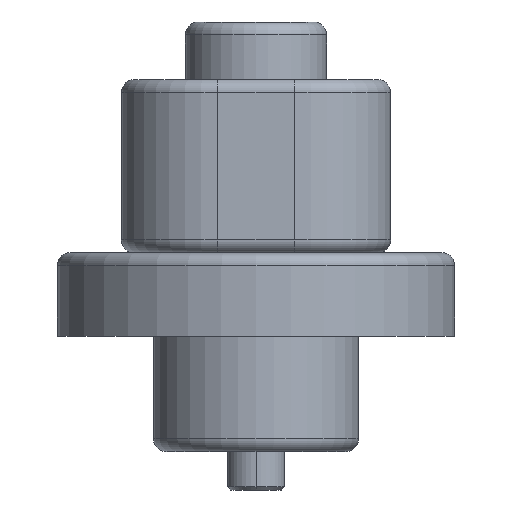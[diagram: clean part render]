
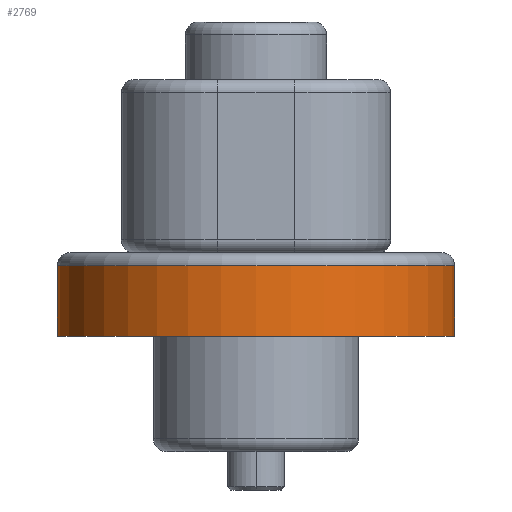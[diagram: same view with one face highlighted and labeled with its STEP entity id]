
A CAD part, left-side view. The second image highlights one B-rep face of the part: STEP entity #2769.
In plain terms, the highlighted cylindrical face has radius 3.1 mm (diameter 6.2 mm), a partial arc.
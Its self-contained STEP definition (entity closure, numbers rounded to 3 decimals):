
#98 = FACE_OUTER_BOUND ( 'NONE', #1570, .T. ) ;
#238 = DIRECTION ( 'NONE',  ( 0., 0., -1. ) ) ;
#260 = CARTESIAN_POINT ( 'NONE',  ( -9.9, 0., -4. ) ) ;
#266 = VERTEX_POINT ( 'NONE', #3320 ) ;
#447 = VECTOR ( 'NONE', #3564, 1000. ) ;
#537 = EDGE_CURVE ( 'NONE', #1806, #2787, #3357, .T. ) ;
#660 = EDGE_CURVE ( 'NONE', #1052, #2787, #1213, .T. ) ;
#746 = LINE ( 'NONE', #1928, #776 ) ;
#776 = VECTOR ( 'NONE', #3110, 1000. ) ;
#995 = DIRECTION ( 'NONE',  ( 0., -1., 0. ) ) ;
#1052 = VERTEX_POINT ( 'NONE', #2883 ) ;
#1202 = AXIS2_PLACEMENT_3D ( 'NONE', #2899, #238, #1425 ) ;
#1213 = LINE ( 'NONE', #2395, #447 ) ;
#1265 = CARTESIAN_POINT ( 'NONE',  ( -9.9, -3.1, -2.9 ) ) ;
#1284 = CYLINDRICAL_SURFACE ( 'NONE', #2700, 3.1 ) ;
#1425 = DIRECTION ( 'NONE',  ( 0., -1., 0. ) ) ;
#1443 = DIRECTION ( 'NONE',  ( 0., 0., 1. ) ) ;
#1570 = EDGE_LOOP ( 'NONE', ( #3139, #3788, #2190, #3450 ) ) ;
#1806 = VERTEX_POINT ( 'NONE', #1265 ) ;
#1928 = CARTESIAN_POINT ( 'NONE',  ( -9.9, -3.1, -2.9 ) ) ;
#1998 = EDGE_CURVE ( 'NONE', #1806, #266, #746, .T. ) ;
#2190 = ORIENTED_EDGE ( 'NONE', *, *, #537, .T. ) ;
#2395 = CARTESIAN_POINT ( 'NONE',  ( -9.9, 3.1, -4. ) ) ;
#2471 = CARTESIAN_POINT ( 'NONE',  ( -9.9, 0., -4.032 ) ) ;
#2631 = DIRECTION ( 'NONE',  ( 0., 1., 0. ) ) ;
#2700 = AXIS2_PLACEMENT_3D ( 'NONE', #2471, #3638, #995 ) ;
#2769 = ADVANCED_FACE ( 'NONE', ( #98 ), #1284, .T. ) ;
#2787 = VERTEX_POINT ( 'NONE', #3074 ) ;
#2883 = CARTESIAN_POINT ( 'NONE',  ( -9.9, 3.1, -4. ) ) ;
#2899 = CARTESIAN_POINT ( 'NONE',  ( -9.9, 0., -2.9 ) ) ;
#2962 = EDGE_CURVE ( 'NONE', #1052, #266, #3393, .T. ) ;
#3074 = CARTESIAN_POINT ( 'NONE',  ( -9.9, 3.1, -2.9 ) ) ;
#3110 = DIRECTION ( 'NONE',  ( 0., 0., -1. ) ) ;
#3139 = ORIENTED_EDGE ( 'NONE', *, *, #2962, .T. ) ;
#3320 = CARTESIAN_POINT ( 'NONE',  ( -9.9, -3.1, -4. ) ) ;
#3357 = CIRCLE ( 'NONE', #1202, 3.1 ) ;
#3393 = CIRCLE ( 'NONE', #3692, 3.1 ) ;
#3450 = ORIENTED_EDGE ( 'NONE', *, *, #660, .F. ) ;
#3564 = DIRECTION ( 'NONE',  ( 0., 0., 1. ) ) ;
#3638 = DIRECTION ( 'NONE',  ( 0., 0., 1. ) ) ;
#3692 = AXIS2_PLACEMENT_3D ( 'NONE', #260, #1443, #2631 ) ;
#3788 = ORIENTED_EDGE ( 'NONE', *, *, #1998, .F. ) ;
